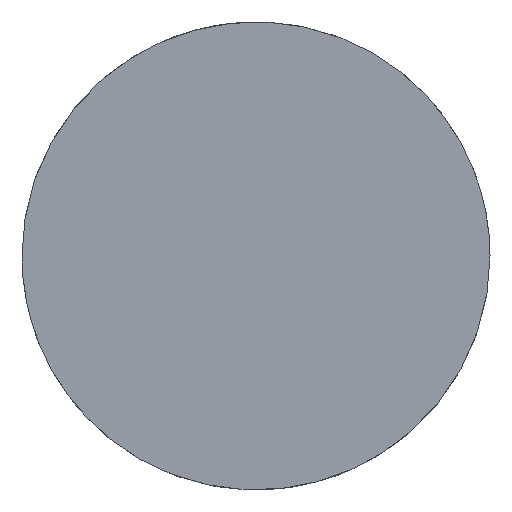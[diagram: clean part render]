
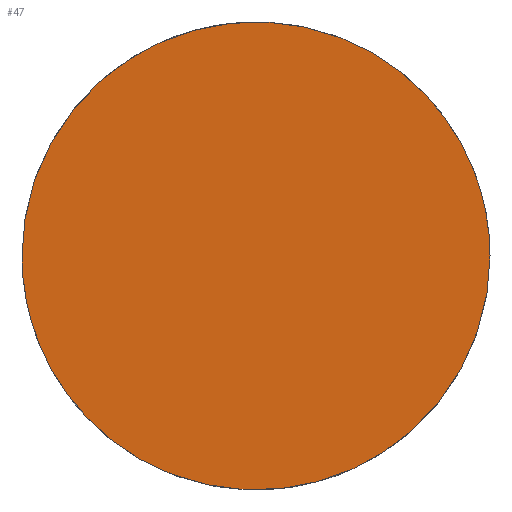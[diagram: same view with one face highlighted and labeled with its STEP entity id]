
A CAD part, top view. The second image highlights one B-rep face of the part: STEP entity #47.
In plain terms, the highlighted planar face has unit normal (0, -0.035, 0.999).
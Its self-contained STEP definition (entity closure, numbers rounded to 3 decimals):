
#5 = VERTEX_POINT ( 'NONE', #29 ) ;
#8 = DIRECTION ( 'NONE',  ( 0., 0.999, 0.035 ) ) ;
#10 = EDGE_CURVE ( 'NONE', #79, #5, #81, .T. ) ;
#28 = ORIENTED_EDGE ( 'NONE', *, *, #131, .F. ) ;
#29 = CARTESIAN_POINT ( 'NONE',  ( 25.4, 0., 5.113 ) ) ;
#42 = CARTESIAN_POINT ( 'NONE',  ( 25.4, 0., 5.113 ) ) ;
#47 = ADVANCED_FACE ( 'NONE', ( #110 ), #63, .F. ) ;
#49 =( BOUNDED_CURVE ( )  B_SPLINE_CURVE ( 3, ( #42, #87, #54, #119 ),
 .UNSPECIFIED., .F., .T. ) 
 B_SPLINE_CURVE_WITH_KNOTS ( ( 4, 4 ),
 ( 4.712, 7.854 ),
 .UNSPECIFIED. ) 
 CURVE ( )  GEOMETRIC_REPRESENTATION_ITEM ( )  RATIONAL_B_SPLINE_CURVE ( ( 1., 0.333, 0.333, 1. ) ) 
 REPRESENTATION_ITEM ( '' )  );
#54 = CARTESIAN_POINT ( 'NONE',  ( -25.4, -50.8, 3.339 ) ) ;
#63 = PLANE ( 'NONE',  #82 ) ;
#74 = CARTESIAN_POINT ( 'NONE',  ( -50., -25.432, 4.225 ) ) ;
#79 = VERTEX_POINT ( 'NONE', #109 ) ;
#81 =( BOUNDED_CURVE ( )  B_SPLINE_CURVE ( 3, ( #130, #94, #117, #139 ),
 .UNSPECIFIED., .F., .F. ) 
 B_SPLINE_CURVE_WITH_KNOTS ( ( 4, 4 ),
 ( 1.571, 4.712 ),
 .UNSPECIFIED. ) 
 CURVE ( )  GEOMETRIC_REPRESENTATION_ITEM ( )  RATIONAL_B_SPLINE_CURVE ( ( 1., 0.333, 0.333, 1. ) ) 
 REPRESENTATION_ITEM ( '' )  );
#82 = AXIS2_PLACEMENT_3D ( 'NONE', #74, #86, #8 ) ;
#86 = DIRECTION ( 'NONE',  ( 0., 0.035, -0.999 ) ) ;
#87 = CARTESIAN_POINT ( 'NONE',  ( 25.4, -50.8, 3.339 ) ) ;
#94 = CARTESIAN_POINT ( 'NONE',  ( -25.4, 50.8, 6.887 ) ) ;
#102 = ORIENTED_EDGE ( 'NONE', *, *, #10, .F. ) ;
#109 = CARTESIAN_POINT ( 'NONE',  ( -25.4, 0., 5.113 ) ) ;
#110 = FACE_OUTER_BOUND ( 'NONE', #123, .T. ) ;
#117 = CARTESIAN_POINT ( 'NONE',  ( 25.4, 50.8, 6.887 ) ) ;
#119 = CARTESIAN_POINT ( 'NONE',  ( -25.4, 0., 5.113 ) ) ;
#123 = EDGE_LOOP ( 'NONE', ( #102, #28 ) ) ;
#130 = CARTESIAN_POINT ( 'NONE',  ( -25.4, 0., 5.113 ) ) ;
#131 = EDGE_CURVE ( 'NONE', #5, #79, #49, .T. ) ;
#139 = CARTESIAN_POINT ( 'NONE',  ( 25.4, 0., 5.113 ) ) ;
